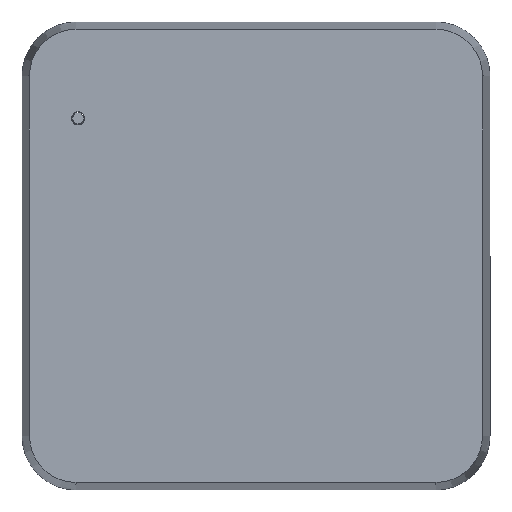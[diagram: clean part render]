
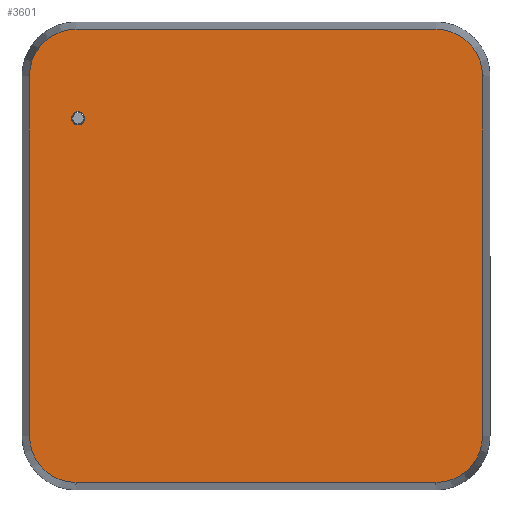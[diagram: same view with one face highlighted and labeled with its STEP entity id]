
A CAD part, top view. The second image highlights one B-rep face of the part: STEP entity #3601.
In plain terms, the highlighted planar face has unit normal (0, 0, 1).
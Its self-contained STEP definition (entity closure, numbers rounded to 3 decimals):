
#19 = EDGE_LOOP ( 'NONE', ( #11521, #13325, #5080, #12334, #10841, #12134, #12247, #1695 ) ) ;
#21 = LINE ( 'NONE', #11434, #5677 ) ;
#264 = VERTEX_POINT ( 'NONE', #6602 ) ;
#294 = CIRCLE ( 'NONE', #2423, 10.338 ) ;
#492 = DIRECTION ( 'NONE',  ( -1., 0., 0. ) ) ;
#1171 = DIRECTION ( 'NONE',  ( -1., 0., 0. ) ) ;
#1438 = ORIENTED_EDGE ( 'NONE', *, *, #3147, .T. ) ;
#1468 = AXIS2_PLACEMENT_3D ( 'NONE', #13727, #7780, #14626 ) ;
#1624 = CARTESIAN_POINT ( 'NONE',  ( 12., 12., 25. ) ) ;
#1695 = ORIENTED_EDGE ( 'NONE', *, *, #7838, .T. ) ;
#2015 = VECTOR ( 'NONE', #10614, 1000. ) ;
#2273 = DIRECTION ( 'NONE',  ( 0., 0., 1. ) ) ;
#2276 = DIRECTION ( 'NONE',  ( 0., 0., 1. ) ) ;
#2423 = AXIS2_PLACEMENT_3D ( 'NONE', #13767, #2276, #1171 ) ;
#3052 = VERTEX_POINT ( 'NONE', #8442 ) ;
#3147 = EDGE_CURVE ( 'NONE', #9424, #9424, #9755, .T. ) ;
#3601 = ADVANCED_FACE ( 'NONE', ( #13839, #9304 ), #11675, .F. ) ;
#3675 = DIRECTION ( 'NONE',  ( 0., 0., -1. ) ) ;
#3850 = AXIS2_PLACEMENT_3D ( 'NONE', #5480, #7621, #9919 ) ;
#4089 = LINE ( 'NONE', #7485, #6150 ) ;
#4168 = EDGE_CURVE ( 'NONE', #8324, #10183, #21, .T. ) ;
#4491 = EDGE_CURVE ( 'NONE', #10147, #264, #4089, .T. ) ;
#5021 = CARTESIAN_POINT ( 'NONE',  ( 92., 102.338, 25. ) ) ;
#5080 = ORIENTED_EDGE ( 'NONE', *, *, #4168, .T. ) ;
#5480 = CARTESIAN_POINT ( 'NONE',  ( 12.45, 82.55, 25. ) ) ;
#5560 = AXIS2_PLACEMENT_3D ( 'NONE', #1624, #8343, #492 ) ;
#5566 = EDGE_CURVE ( 'NONE', #10183, #3052, #7358, .T. ) ;
#5676 = CARTESIAN_POINT ( 'NONE',  ( 12., 102.338, 25. ) ) ;
#5677 = VECTOR ( 'NONE', #6831, 1000. ) ;
#5893 = DIRECTION ( 'NONE',  ( -1., 0., 0. ) ) ;
#6150 = VECTOR ( 'NONE', #12011, 1000. ) ;
#6323 = EDGE_CURVE ( 'NONE', #11309, #7740, #7389, .T. ) ;
#6366 = CARTESIAN_POINT ( 'NONE',  ( 1.662, 92., 25. ) ) ;
#6462 = EDGE_CURVE ( 'NONE', #13093, #11309, #12831, .T. ) ;
#6602 = CARTESIAN_POINT ( 'NONE',  ( 1.662, 12., 25. ) ) ;
#6831 = DIRECTION ( 'NONE',  ( 1., 0., 0. ) ) ;
#6978 = CIRCLE ( 'NONE', #5560, 10.338 ) ;
#7358 = CIRCLE ( 'NONE', #1468, 10.338 ) ;
#7389 = LINE ( 'NONE', #14228, #11862 ) ;
#7485 = CARTESIAN_POINT ( 'NONE',  ( 1.662, 0., 25. ) ) ;
#7621 = DIRECTION ( 'NONE',  ( 0., 0., -1. ) ) ;
#7740 = VERTEX_POINT ( 'NONE', #5676 ) ;
#7780 = DIRECTION ( 'NONE',  ( 0., 0., 1. ) ) ;
#7838 = EDGE_CURVE ( 'NONE', #7740, #10147, #294, .T. ) ;
#8312 = CARTESIAN_POINT ( 'NONE',  ( 12., 1.662, 25. ) ) ;
#8324 = VERTEX_POINT ( 'NONE', #8312 ) ;
#8343 = DIRECTION ( 'NONE',  ( 0., 0., 1. ) ) ;
#8388 = CARTESIAN_POINT ( 'NONE',  ( 11., 82.55, 25. ) ) ;
#8442 = CARTESIAN_POINT ( 'NONE',  ( 102.338, 12., 25. ) ) ;
#8660 = CARTESIAN_POINT ( 'NONE',  ( 92., 1.662, 25. ) ) ;
#9051 = AXIS2_PLACEMENT_3D ( 'NONE', #11593, #3675, #5893 ) ;
#9304 = FACE_OUTER_BOUND ( 'NONE', #19, .T. ) ;
#9424 = VERTEX_POINT ( 'NONE', #8388 ) ;
#9653 = CARTESIAN_POINT ( 'NONE',  ( 102.338, 0., 25. ) ) ;
#9755 = CIRCLE ( 'NONE', #3850, 1.45 ) ;
#9919 = DIRECTION ( 'NONE',  ( -1., 0., 0. ) ) ;
#10053 = CARTESIAN_POINT ( 'NONE',  ( 102.338, 92., 25. ) ) ;
#10147 = VERTEX_POINT ( 'NONE', #6366 ) ;
#10183 = VERTEX_POINT ( 'NONE', #8660 ) ;
#10551 = LINE ( 'NONE', #9653, #2015 ) ;
#10614 = DIRECTION ( 'NONE',  ( 0., 1., 0. ) ) ;
#10718 = EDGE_CURVE ( 'NONE', #3052, #13093, #10551, .T. ) ;
#10841 = ORIENTED_EDGE ( 'NONE', *, *, #10718, .T. ) ;
#11309 = VERTEX_POINT ( 'NONE', #5021 ) ;
#11310 = DIRECTION ( 'NONE',  ( -1., 0., 0. ) ) ;
#11434 = CARTESIAN_POINT ( 'NONE',  ( 0., 1.662, 25. ) ) ;
#11521 = ORIENTED_EDGE ( 'NONE', *, *, #4491, .T. ) ;
#11593 = CARTESIAN_POINT ( 'NONE',  ( 0., 0., 25. ) ) ;
#11675 = PLANE ( 'NONE',  #9051 ) ;
#11862 = VECTOR ( 'NONE', #11913, 1000. ) ;
#11913 = DIRECTION ( 'NONE',  ( -1., 0., 0. ) ) ;
#12011 = DIRECTION ( 'NONE',  ( 0., -1., 0. ) ) ;
#12096 = AXIS2_PLACEMENT_3D ( 'NONE', #12207, #2273, #11310 ) ;
#12134 = ORIENTED_EDGE ( 'NONE', *, *, #6462, .T. ) ;
#12207 = CARTESIAN_POINT ( 'NONE',  ( 92., 92., 25. ) ) ;
#12247 = ORIENTED_EDGE ( 'NONE', *, *, #6323, .T. ) ;
#12334 = ORIENTED_EDGE ( 'NONE', *, *, #5566, .T. ) ;
#12831 = CIRCLE ( 'NONE', #12096, 10.338 ) ;
#12938 = EDGE_CURVE ( 'NONE', #264, #8324, #6978, .T. ) ;
#13093 = VERTEX_POINT ( 'NONE', #10053 ) ;
#13325 = ORIENTED_EDGE ( 'NONE', *, *, #12938, .T. ) ;
#13628 = EDGE_LOOP ( 'NONE', ( #1438 ) ) ;
#13727 = CARTESIAN_POINT ( 'NONE',  ( 92., 12., 25. ) ) ;
#13767 = CARTESIAN_POINT ( 'NONE',  ( 12., 92., 25. ) ) ;
#13839 = FACE_BOUND ( 'NONE', #13628, .T. ) ;
#14228 = CARTESIAN_POINT ( 'NONE',  ( 0., 102.338, 25. ) ) ;
#14626 = DIRECTION ( 'NONE',  ( -1., 0., 0. ) ) ;
